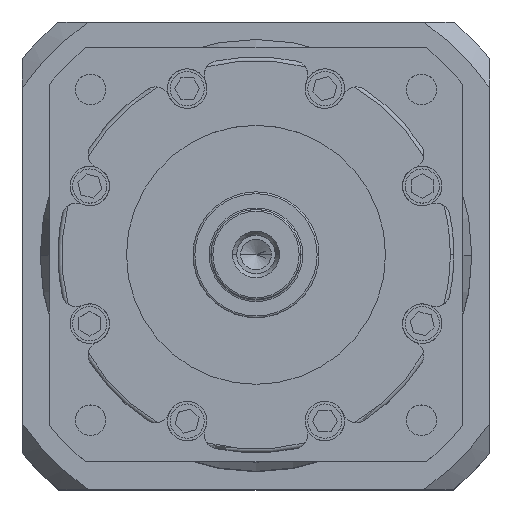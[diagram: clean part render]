
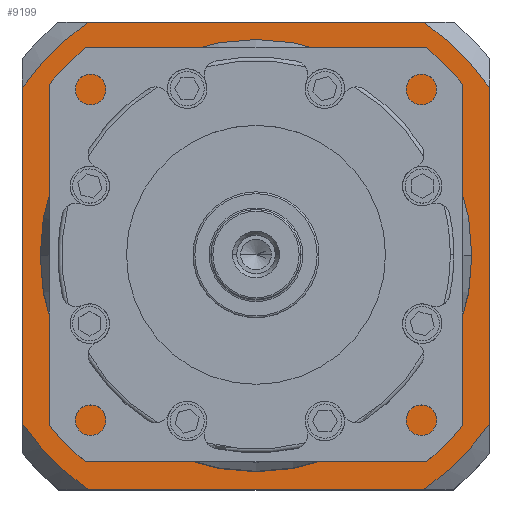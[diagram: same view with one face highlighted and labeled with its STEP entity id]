
A CAD part, top view. The second image highlights one B-rep face of the part: STEP entity #9199.
In plain terms, the highlighted planar face has unit normal (0, 0, 1).
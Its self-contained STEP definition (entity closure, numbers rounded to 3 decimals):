
#174 = ORIENTED_EDGE ( 'NONE', *, *, #9889, .T. ) ;
#203 = DIRECTION ( 'NONE',  ( -1., 0., 0. ) ) ;
#397 = VERTEX_POINT ( 'NONE', #8703 ) ;
#510 = ORIENTED_EDGE ( 'NONE', *, *, #3585, .T. ) ;
#761 = DIRECTION ( 'NONE',  ( 0., 1., 0. ) ) ;
#768 = VERTEX_POINT ( 'NONE', #3374 ) ;
#810 = ORIENTED_EDGE ( 'NONE', *, *, #10156, .T. ) ;
#945 = AXIS2_PLACEMENT_3D ( 'NONE', #8356, #1521, #7526 ) ;
#1091 = CIRCLE ( 'NONE', #1405, 80. ) ;
#1109 = EDGE_CURVE ( 'NONE', #2816, #7257, #8622, .T. ) ;
#1311 = VERTEX_POINT ( 'NONE', #2447 ) ;
#1405 = AXIS2_PLACEMENT_3D ( 'NONE', #10493, #5395, #203 ) ;
#1521 = DIRECTION ( 'NONE',  ( 0., 0., -1. ) ) ;
#1551 = DIRECTION ( 'NONE',  ( 0., 0., 1. ) ) ;
#1715 = VERTEX_POINT ( 'NONE', #8219 ) ;
#1941 = AXIS2_PLACEMENT_3D ( 'NONE', #7230, #2112, #8111 ) ;
#1957 = VECTOR ( 'NONE', #10976, 1000. ) ;
#2063 = AXIS2_PLACEMENT_3D ( 'NONE', #9485, #4370, #10321 ) ;
#2112 = DIRECTION ( 'NONE',  ( 0., 0., 1. ) ) ;
#2121 = CARTESIAN_POINT ( 'NONE',  ( 54.772, -65., 0. ) ) ;
#2447 = CARTESIAN_POINT ( 'NONE',  ( -60., 0., 0. ) ) ;
#2625 = DIRECTION ( 'NONE',  ( 0., 0., -1. ) ) ;
#2804 = CARTESIAN_POINT ( 'NONE',  ( -46.637, 65., 0. ) ) ;
#2816 = VERTEX_POINT ( 'NONE', #10627 ) ;
#3333 = VECTOR ( 'NONE', #761, 1000. ) ;
#3338 = ORIENTED_EDGE ( 'NONE', *, *, #6120, .F. ) ;
#3374 = CARTESIAN_POINT ( 'NONE',  ( 65., -46.637, 0. ) ) ;
#3585 = EDGE_CURVE ( 'NONE', #2816, #768, #8780, .T. ) ;
#3825 = VECTOR ( 'NONE', #8134, 1000. ) ;
#3980 = FACE_OUTER_BOUND ( 'NONE', #6171, .T. ) ;
#4050 = AXIS2_PLACEMENT_3D ( 'NONE', #6691, #1551, #7565 ) ;
#4215 = CARTESIAN_POINT ( 'NONE',  ( -46.637, -65., 0. ) ) ;
#4284 = CARTESIAN_POINT ( 'NONE',  ( 65., 46.637, 0. ) ) ;
#4307 = CARTESIAN_POINT ( 'NONE',  ( -65., -46.637, 0. ) ) ;
#4370 = DIRECTION ( 'NONE',  ( 0., 0., -1. ) ) ;
#4680 = DIRECTION ( 'NONE',  ( 0., 0., 1. ) ) ;
#4954 = PLANE ( 'NONE',  #945 ) ;
#5162 = ORIENTED_EDGE ( 'NONE', *, *, #10820, .T. ) ;
#5234 = EDGE_CURVE ( 'NONE', #10053, #7257, #5962, .T. ) ;
#5395 = DIRECTION ( 'NONE',  ( 0., 0., 1. ) ) ;
#5811 = CIRCLE ( 'NONE', #1941, 80. ) ;
#5832 = VECTOR ( 'NONE', #7487, 1000. ) ;
#5954 = CARTESIAN_POINT ( 'NONE',  ( -65., 54.772, 0. ) ) ;
#5962 = CIRCLE ( 'NONE', #4050, 80. ) ;
#6120 = EDGE_CURVE ( 'NONE', #6432, #397, #8788, .T. ) ;
#6171 = EDGE_LOOP ( 'NONE', ( #7788, #510, #7592, #810, #3338, #5162, #10787, #6958 ) ) ;
#6292 = ORIENTED_EDGE ( 'NONE', *, *, #7986, .T. ) ;
#6432 = VERTEX_POINT ( 'NONE', #2804 ) ;
#6614 = CIRCLE ( 'NONE', #10292, 60. ) ;
#6691 = CARTESIAN_POINT ( 'NONE',  ( 0., 0., 0. ) ) ;
#6903 = EDGE_LOOP ( 'NONE', ( #174, #6292 ) ) ;
#6958 = ORIENTED_EDGE ( 'NONE', *, *, #5234, .T. ) ;
#7051 = CARTESIAN_POINT ( 'NONE',  ( -65., 46.637, 0. ) ) ;
#7174 = EDGE_CURVE ( 'NONE', #9858, #768, #8102, .T. ) ;
#7230 = CARTESIAN_POINT ( 'NONE',  ( 0., 0., 0. ) ) ;
#7257 = VERTEX_POINT ( 'NONE', #4215 ) ;
#7487 = DIRECTION ( 'NONE',  ( 0., -1., 0. ) ) ;
#7526 = DIRECTION ( 'NONE',  ( -1., 0., 0. ) ) ;
#7565 = DIRECTION ( 'NONE',  ( -1., 0., 0. ) ) ;
#7592 = ORIENTED_EDGE ( 'NONE', *, *, #7174, .F. ) ;
#7755 = CARTESIAN_POINT ( 'NONE',  ( 0., 0., 0. ) ) ;
#7788 = ORIENTED_EDGE ( 'NONE', *, *, #1109, .F. ) ;
#7986 = EDGE_CURVE ( 'NONE', #1715, #1311, #8871, .T. ) ;
#8102 = LINE ( 'NONE', #10881, #5832 ) ;
#8111 = DIRECTION ( 'NONE',  ( -1., 0., 0. ) ) ;
#8134 = DIRECTION ( 'NONE',  ( -1., 0., 0. ) ) ;
#8219 = CARTESIAN_POINT ( 'NONE',  ( 60., 0., 0. ) ) ;
#8251 = FACE_BOUND ( 'NONE', #6903, .T. ) ;
#8356 = CARTESIAN_POINT ( 'NONE',  ( 0., 0., 0. ) ) ;
#8597 = DIRECTION ( 'NONE',  ( -1., 0., 0. ) ) ;
#8616 = VERTEX_POINT ( 'NONE', #7051 ) ;
#8622 = LINE ( 'NONE', #2121, #3825 ) ;
#8703 = CARTESIAN_POINT ( 'NONE',  ( 46.637, 65., 0. ) ) ;
#8721 = EDGE_CURVE ( 'NONE', #10053, #8616, #9908, .T. ) ;
#8780 = CIRCLE ( 'NONE', #10318, 80. ) ;
#8788 = LINE ( 'NONE', #10125, #1957 ) ;
#8871 = CIRCLE ( 'NONE', #2063, 60. ) ;
#9199 = ADVANCED_FACE ( 'NONE', ( #3980, #8251 ), #4954, .F. ) ;
#9485 = CARTESIAN_POINT ( 'NONE',  ( 0., 0., 0. ) ) ;
#9772 = CARTESIAN_POINT ( 'NONE',  ( 0., 0., 0. ) ) ;
#9858 = VERTEX_POINT ( 'NONE', #4284 ) ;
#9889 = EDGE_CURVE ( 'NONE', #1311, #1715, #6614, .T. ) ;
#9908 = LINE ( 'NONE', #5954, #3333 ) ;
#10053 = VERTEX_POINT ( 'NONE', #4307 ) ;
#10125 = CARTESIAN_POINT ( 'NONE',  ( 54.772, 65., 0. ) ) ;
#10156 = EDGE_CURVE ( 'NONE', #9858, #397, #1091, .T. ) ;
#10292 = AXIS2_PLACEMENT_3D ( 'NONE', #7755, #2625, #8597 ) ;
#10318 = AXIS2_PLACEMENT_3D ( 'NONE', #9772, #4680, #10631 ) ;
#10321 = DIRECTION ( 'NONE',  ( -1., 0., 0. ) ) ;
#10493 = CARTESIAN_POINT ( 'NONE',  ( 0., 0., 0. ) ) ;
#10627 = CARTESIAN_POINT ( 'NONE',  ( 46.637, -65., 0. ) ) ;
#10631 = DIRECTION ( 'NONE',  ( -1., 0., 0. ) ) ;
#10787 = ORIENTED_EDGE ( 'NONE', *, *, #8721, .F. ) ;
#10820 = EDGE_CURVE ( 'NONE', #6432, #8616, #5811, .T. ) ;
#10881 = CARTESIAN_POINT ( 'NONE',  ( 65., 54.772, 0. ) ) ;
#10976 = DIRECTION ( 'NONE',  ( 1., 0., 0. ) ) ;
